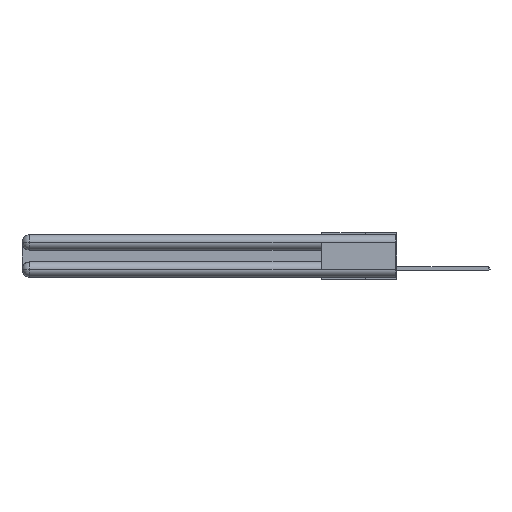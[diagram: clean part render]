
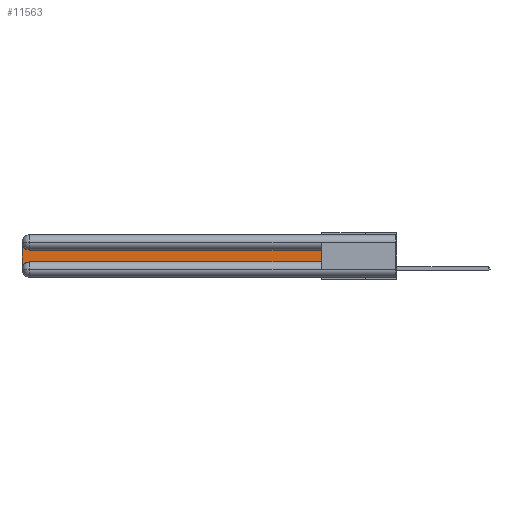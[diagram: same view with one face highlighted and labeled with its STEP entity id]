
A CAD part, left-side view. The second image highlights one B-rep face of the part: STEP entity #11563.
In plain terms, the highlighted planar face has unit normal (-1, 0, 0).
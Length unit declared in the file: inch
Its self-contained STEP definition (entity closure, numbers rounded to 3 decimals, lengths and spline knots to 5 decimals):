
#703 = LINE ( 'NONE', #23986, #13505 ) ;
#3105 = ORIENTED_EDGE ( 'NONE', *, *, #13456, .T. ) ;
#3118 = VECTOR ( 'NONE', #5746, 39.37008 ) ;
#3328 = CIRCLE ( 'NONE', #30018, 0.06 ) ;
#3543 = CARTESIAN_POINT ( 'NONE',  ( 0.075, 0.6, -0.1225 ) ) ;
#3879 = VERTEX_POINT ( 'NONE', #17024 ) ;
#4478 = DIRECTION ( 'NONE',  ( 0., 0., -1. ) ) ;
#5198 = EDGE_CURVE ( 'NONE', #33929, #16577, #703, .T. ) ;
#5244 = CIRCLE ( 'NONE', #18643, 0.06 ) ;
#5746 = DIRECTION ( 'NONE',  ( 0., 1., 0. ) ) ;
#7567 = CARTESIAN_POINT ( 'NONE',  ( 0.075, 0.6, -0.1225 ) ) ;
#9228 = PLANE ( 'NONE',  #29148 ) ;
#9558 = EDGE_CURVE ( 'NONE', #3879, #32253, #20083, .T. ) ;
#10092 = VERTEX_POINT ( 'NONE', #13247 ) ;
#10123 = LINE ( 'NONE', #3543, #3118 ) ;
#11515 = DIRECTION ( 'NONE',  ( 0., 0., -1. ) ) ;
#11563 = ADVANCED_FACE ( 'NONE', ( #24769 ), #9228, .F. ) ;
#13247 = CARTESIAN_POINT ( 'NONE',  ( 0.075, 2.94, -0.2175 ) ) ;
#13310 = CARTESIAN_POINT ( 'NONE',  ( 0.075, 0.6, -0.2175 ) ) ;
#13456 = EDGE_CURVE ( 'NONE', #16577, #28528, #10123, .T. ) ;
#13505 = VECTOR ( 'NONE', #26308, 39.37008 ) ;
#13676 = ORIENTED_EDGE ( 'NONE', *, *, #5198, .T. ) ;
#14319 = DIRECTION ( 'NONE',  ( 0., 0., -1. ) ) ;
#15117 = CARTESIAN_POINT ( 'NONE',  ( 0.075, 2.94, -0.0625 ) ) ;
#15271 = VECTOR ( 'NONE', #24895, 39.37008 ) ;
#16577 = VERTEX_POINT ( 'NONE', #7567 ) ;
#17024 = CARTESIAN_POINT ( 'NONE',  ( 0.075, 3., -0.0625 ) ) ;
#18112 = DIRECTION ( 'NONE',  ( 0., 0., -1. ) ) ;
#18325 = ORIENTED_EDGE ( 'NONE', *, *, #29489, .T. ) ;
#18643 = AXIS2_PLACEMENT_3D ( 'NONE', #15117, #33759, #18112 ) ;
#19433 = EDGE_LOOP ( 'NONE', ( #3105, #22832, #23317, #30298, #18325, #13676 ) ) ;
#19752 = DIRECTION ( 'NONE',  ( 1., 0., 0. ) ) ;
#20083 = LINE ( 'NONE', #24903, #32101 ) ;
#20293 = DIRECTION ( 'NONE',  ( 1., 0., 0. ) ) ;
#22832 = ORIENTED_EDGE ( 'NONE', *, *, #31676, .T. ) ;
#23317 = ORIENTED_EDGE ( 'NONE', *, *, #9558, .T. ) ;
#23986 = CARTESIAN_POINT ( 'NONE',  ( 0.075, 0.6, -0.2175 ) ) ;
#24769 = FACE_OUTER_BOUND ( 'NONE', #19433, .T. ) ;
#24895 = DIRECTION ( 'NONE',  ( 0., -1., 0. ) ) ;
#24903 = CARTESIAN_POINT ( 'NONE',  ( 0.075, 3., -0.2175 ) ) ;
#26308 = DIRECTION ( 'NONE',  ( 0., 0., 1. ) ) ;
#27565 = CARTESIAN_POINT ( 'NONE',  ( 0.075, 2.94, -0.1225 ) ) ;
#27867 = CARTESIAN_POINT ( 'NONE',  ( 0.075, 3., -0.1225 ) ) ;
#28528 = VERTEX_POINT ( 'NONE', #27565 ) ;
#29148 = AXIS2_PLACEMENT_3D ( 'NONE', #27867, #20293, #4478 ) ;
#29489 = EDGE_CURVE ( 'NONE', #10092, #33929, #31412, .T. ) ;
#30018 = AXIS2_PLACEMENT_3D ( 'NONE', #32765, #19752, #14319 ) ;
#30298 = ORIENTED_EDGE ( 'NONE', *, *, #33545, .T. ) ;
#31412 = LINE ( 'NONE', #33039, #15271 ) ;
#31676 = EDGE_CURVE ( 'NONE', #28528, #3879, #5244, .T. ) ;
#32101 = VECTOR ( 'NONE', #11515, 39.37008 ) ;
#32253 = VERTEX_POINT ( 'NONE', #33911 ) ;
#32765 = CARTESIAN_POINT ( 'NONE',  ( 0.075, 2.94, -0.2775 ) ) ;
#33039 = CARTESIAN_POINT ( 'NONE',  ( 0.075, 0.6, -0.2175 ) ) ;
#33545 = EDGE_CURVE ( 'NONE', #32253, #10092, #3328, .T. ) ;
#33759 = DIRECTION ( 'NONE',  ( 1., 0., 0. ) ) ;
#33911 = CARTESIAN_POINT ( 'NONE',  ( 0.075, 3., -0.2775 ) ) ;
#33929 = VERTEX_POINT ( 'NONE', #13310 ) ;
